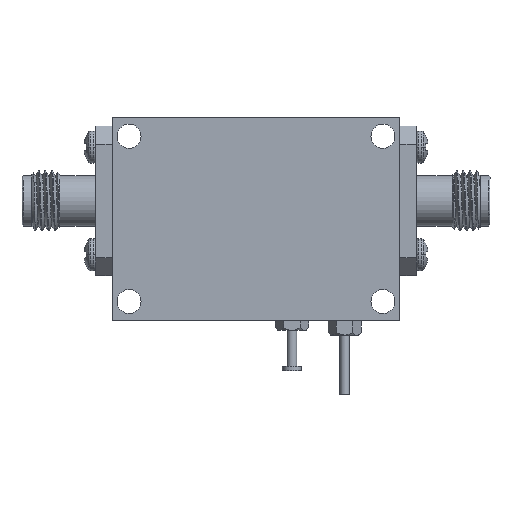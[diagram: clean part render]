
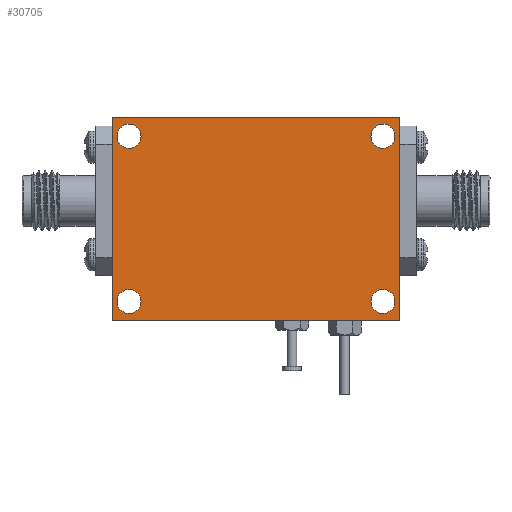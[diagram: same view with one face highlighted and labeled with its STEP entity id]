
A CAD part, front view. The second image highlights one B-rep face of the part: STEP entity #30705.
In plain terms, the highlighted planar face has unit normal (0, -1, 0).
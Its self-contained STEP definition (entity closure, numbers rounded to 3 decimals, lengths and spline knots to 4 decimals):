
#202 = ORIENTED_EDGE ( 'NONE', *, *, #14328, .T. ) ;
#438 = VERTEX_POINT ( 'NONE', #40281 ) ;
#609 = EDGE_CURVE ( 'NONE', #10943, #3294, #38884, .T. ) ;
#696 = ORIENTED_EDGE ( 'NONE', *, *, #18799, .T. ) ;
#1156 = PLANE ( 'NONE',  #29519 ) ;
#1367 = DIRECTION ( 'NONE',  ( 0., -1., 0. ) ) ;
#1920 = CARTESIAN_POINT ( 'NONE',  ( -0.53, -0.1875, 0.345 ) ) ;
#1966 = DIRECTION ( 'NONE',  ( 0., 0., 1. ) ) ;
#2265 = EDGE_CURVE ( 'NONE', #3294, #10943, #15527, .T. ) ;
#3294 = VERTEX_POINT ( 'NONE', #18297 ) ;
#3563 = CARTESIAN_POINT ( 'NONE',  ( 0.53, -0.1875, 0.345 ) ) ;
#3651 = AXIS2_PLACEMENT_3D ( 'NONE', #30610, #6123, #1966 ) ;
#3942 = CARTESIAN_POINT ( 'NONE',  ( -0.53, -0.1875, 0.295 ) ) ;
#4801 = CIRCLE ( 'NONE', #14540, 0.05 ) ;
#4893 = ORIENTED_EDGE ( 'NONE', *, *, #21101, .F. ) ;
#5907 = CARTESIAN_POINT ( 'NONE',  ( -0.53, -0.1875, -0.395 ) ) ;
#6123 = DIRECTION ( 'NONE',  ( 0., 1., 0. ) ) ;
#6778 = CARTESIAN_POINT ( 'NONE',  ( -0.6, -0.1875, -0.425 ) ) ;
#7964 = CARTESIAN_POINT ( 'NONE',  ( -0.53, -0.1875, -0.345 ) ) ;
#8889 = DIRECTION ( 'NONE',  ( 0., 0., 1. ) ) ;
#9292 = FACE_BOUND ( 'NONE', #22038, .T. ) ;
#10861 = EDGE_CURVE ( 'NONE', #24226, #58056, #26738, .T. ) ;
#10943 = VERTEX_POINT ( 'NONE', #39384 ) ;
#11069 = EDGE_CURVE ( 'NONE', #22181, #438, #38712, .T. ) ;
#12323 = CARTESIAN_POINT ( 'NONE',  ( -0.6, -0.1875, -0.425 ) ) ;
#13330 = VERTEX_POINT ( 'NONE', #13992 ) ;
#13992 = CARTESIAN_POINT ( 'NONE',  ( 0.53, -0.1875, -0.395 ) ) ;
#14328 = EDGE_CURVE ( 'NONE', #58056, #24226, #4801, .T. ) ;
#14410 = VECTOR ( 'NONE', #15566, 39.3701 ) ;
#14540 = AXIS2_PLACEMENT_3D ( 'NONE', #1920, #30777, #59478 ) ;
#14675 = VECTOR ( 'NONE', #24821, 39.3701 ) ;
#15218 = LINE ( 'NONE', #6778, #14410 ) ;
#15527 = CIRCLE ( 'NONE', #27964, 0.05 ) ;
#15566 = DIRECTION ( 'NONE',  ( -1., 0., 0. ) ) ;
#15919 = CARTESIAN_POINT ( 'NONE',  ( -0.6, -0.1875, 0.425 ) ) ;
#16473 = DIRECTION ( 'NONE',  ( 0., 1., 0. ) ) ;
#17843 = EDGE_LOOP ( 'NONE', ( #58974, #55470 ) ) ;
#17924 = DIRECTION ( 'NONE',  ( 0., 0., 1. ) ) ;
#18148 = EDGE_CURVE ( 'NONE', #438, #22181, #59332, .T. ) ;
#18297 = CARTESIAN_POINT ( 'NONE',  ( 0.53, -0.1875, 0.395 ) ) ;
#18551 = ORIENTED_EDGE ( 'NONE', *, *, #39240, .F. ) ;
#18799 = EDGE_CURVE ( 'NONE', #57527, #13330, #19561, .T. ) ;
#18911 = VERTEX_POINT ( 'NONE', #37729 ) ;
#19048 = VERTEX_POINT ( 'NONE', #57023 ) ;
#19561 = CIRCLE ( 'NONE', #47145, 0.05 ) ;
#21101 = EDGE_CURVE ( 'NONE', #54068, #19048, #30121, .T. ) ;
#21675 = CIRCLE ( 'NONE', #39210, 0.05 ) ;
#21986 = FACE_BOUND ( 'NONE', #33816, .T. ) ;
#22035 = AXIS2_PLACEMENT_3D ( 'NONE', #7964, #36860, #26978 ) ;
#22038 = EDGE_LOOP ( 'NONE', ( #202, #35928 ) ) ;
#22181 = VERTEX_POINT ( 'NONE', #5907 ) ;
#22691 = VERTEX_POINT ( 'NONE', #12323 ) ;
#23188 = VECTOR ( 'NONE', #17924, 39.3701 ) ;
#23491 = FACE_BOUND ( 'NONE', #24229, .T. ) ;
#24226 = VERTEX_POINT ( 'NONE', #3942 ) ;
#24229 = EDGE_LOOP ( 'NONE', ( #696, #27458 ) ) ;
#24821 = DIRECTION ( 'NONE',  ( 0., 0., -1. ) ) ;
#25566 = VECTOR ( 'NONE', #32753, 39.3701 ) ;
#26738 = CIRCLE ( 'NONE', #3651, 0.05 ) ;
#26978 = DIRECTION ( 'NONE',  ( 0., 0., 1. ) ) ;
#27251 = CARTESIAN_POINT ( 'NONE',  ( -0.6, -0.1875, 0.425 ) ) ;
#27458 = ORIENTED_EDGE ( 'NONE', *, *, #34795, .T. ) ;
#27964 = AXIS2_PLACEMENT_3D ( 'NONE', #3563, #60518, #37057 ) ;
#29519 = AXIS2_PLACEMENT_3D ( 'NONE', #30015, #1367, #34607 ) ;
#30015 = CARTESIAN_POINT ( 'NONE',  ( 0., -0.1875, 0. ) ) ;
#30121 = LINE ( 'NONE', #27251, #25566 ) ;
#30610 = CARTESIAN_POINT ( 'NONE',  ( -0.53, -0.1875, 0.345 ) ) ;
#30705 = ADVANCED_FACE ( 'NONE', ( #21986, #23491, #9292, #58058, #51950 ), #1156, .T. ) ;
#30777 = DIRECTION ( 'NONE',  ( 0., 1., 0. ) ) ;
#32753 = DIRECTION ( 'NONE',  ( 1., 0., 0. ) ) ;
#33037 = CARTESIAN_POINT ( 'NONE',  ( -0.6, -0.1875, 0.425 ) ) ;
#33816 = EDGE_LOOP ( 'NONE', ( #34239, #53790 ) ) ;
#34239 = ORIENTED_EDGE ( 'NONE', *, *, #18148, .T. ) ;
#34607 = DIRECTION ( 'NONE',  ( 0., 0., -1. ) ) ;
#34795 = EDGE_CURVE ( 'NONE', #13330, #57527, #21675, .T. ) ;
#34882 = DIRECTION ( 'NONE',  ( 0., 1., 0. ) ) ;
#35928 = ORIENTED_EDGE ( 'NONE', *, *, #10861, .T. ) ;
#35954 = LINE ( 'NONE', #33037, #23188 ) ;
#35966 = AXIS2_PLACEMENT_3D ( 'NONE', #42132, #51552, #8889 ) ;
#35985 = DIRECTION ( 'NONE',  ( 0., 0., 1. ) ) ;
#36860 = DIRECTION ( 'NONE',  ( 0., 1., 0. ) ) ;
#37057 = DIRECTION ( 'NONE',  ( 0., 0., 1. ) ) ;
#37175 = ORIENTED_EDGE ( 'NONE', *, *, #50234, .F. ) ;
#37729 = CARTESIAN_POINT ( 'NONE',  ( 0.6, -0.1875, -0.425 ) ) ;
#38712 = CIRCLE ( 'NONE', #22035, 0.05 ) ;
#38847 = CARTESIAN_POINT ( 'NONE',  ( 0.6, -0.1875, 0.425 ) ) ;
#38884 = CIRCLE ( 'NONE', #35966, 0.05 ) ;
#39210 = AXIS2_PLACEMENT_3D ( 'NONE', #45092, #34882, #49309 ) ;
#39240 = EDGE_CURVE ( 'NONE', #19048, #18911, #44660, .T. ) ;
#39384 = CARTESIAN_POINT ( 'NONE',  ( 0.53, -0.1875, 0.295 ) ) ;
#40281 = CARTESIAN_POINT ( 'NONE',  ( -0.53, -0.1875, -0.295 ) ) ;
#42132 = CARTESIAN_POINT ( 'NONE',  ( 0.53, -0.1875, 0.345 ) ) ;
#44406 = EDGE_LOOP ( 'NONE', ( #18551, #4893, #37175, #53312 ) ) ;
#44660 = LINE ( 'NONE', #38847, #14675 ) ;
#45092 = CARTESIAN_POINT ( 'NONE',  ( 0.53, -0.1875, -0.345 ) ) ;
#47145 = AXIS2_PLACEMENT_3D ( 'NONE', #60003, #60202, #51757 ) ;
#49309 = DIRECTION ( 'NONE',  ( 0., 0., 1. ) ) ;
#50234 = EDGE_CURVE ( 'NONE', #22691, #54068, #35954, .T. ) ;
#51552 = DIRECTION ( 'NONE',  ( 0., 1., 0. ) ) ;
#51757 = DIRECTION ( 'NONE',  ( 0., 0., 1. ) ) ;
#51950 = FACE_OUTER_BOUND ( 'NONE', #44406, .T. ) ;
#53312 = ORIENTED_EDGE ( 'NONE', *, *, #59861, .F. ) ;
#53790 = ORIENTED_EDGE ( 'NONE', *, *, #11069, .T. ) ;
#54068 = VERTEX_POINT ( 'NONE', #15919 ) ;
#55031 = CARTESIAN_POINT ( 'NONE',  ( 0.53, -0.1875, -0.295 ) ) ;
#55470 = ORIENTED_EDGE ( 'NONE', *, *, #609, .T. ) ;
#57023 = CARTESIAN_POINT ( 'NONE',  ( 0.6, -0.1875, 0.425 ) ) ;
#57527 = VERTEX_POINT ( 'NONE', #55031 ) ;
#57860 = CARTESIAN_POINT ( 'NONE',  ( -0.53, -0.1875, 0.395 ) ) ;
#58056 = VERTEX_POINT ( 'NONE', #57860 ) ;
#58058 = FACE_BOUND ( 'NONE', #17843, .T. ) ;
#58429 = AXIS2_PLACEMENT_3D ( 'NONE', #59885, #16473, #35985 ) ;
#58974 = ORIENTED_EDGE ( 'NONE', *, *, #2265, .T. ) ;
#59332 = CIRCLE ( 'NONE', #58429, 0.05 ) ;
#59478 = DIRECTION ( 'NONE',  ( 0., 0., 1. ) ) ;
#59861 = EDGE_CURVE ( 'NONE', #18911, #22691, #15218, .T. ) ;
#59885 = CARTESIAN_POINT ( 'NONE',  ( -0.53, -0.1875, -0.345 ) ) ;
#60003 = CARTESIAN_POINT ( 'NONE',  ( 0.53, -0.1875, -0.345 ) ) ;
#60202 = DIRECTION ( 'NONE',  ( 0., 1., 0. ) ) ;
#60518 = DIRECTION ( 'NONE',  ( 0., 1., 0. ) ) ;
